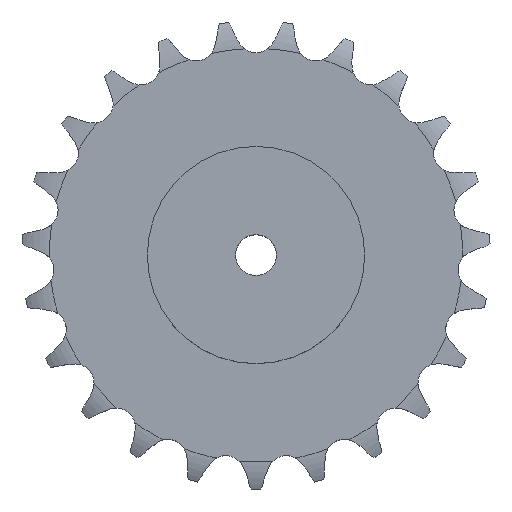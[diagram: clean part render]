
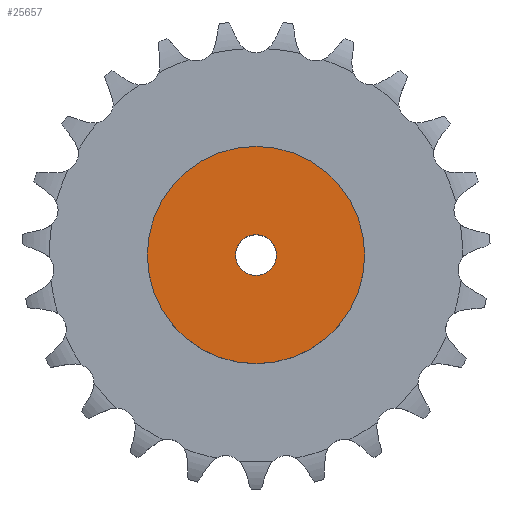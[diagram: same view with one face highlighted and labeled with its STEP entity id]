
A CAD part, top view. The second image highlights one B-rep face of the part: STEP entity #25657.
In plain terms, the highlighted planar face has unit normal (0, 0, 1).
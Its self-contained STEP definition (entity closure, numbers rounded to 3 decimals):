
#3243 = CYLINDRICAL_SURFACE('',#3244,80.);
#3244 = AXIS2_PLACEMENT_3D('',#3245,#3246,#3247);
#3245 = CARTESIAN_POINT('',(0.,0.,0.));
#3246 = DIRECTION('',(-0.,-0.,-1.));
#3247 = DIRECTION('',(1.,0.,0.));
#16396 = VERTEX_POINT('',#16397);
#16397 = CARTESIAN_POINT('',(80.,0.,75.));
#16418 = EDGE_CURVE('',#16396,#16396,#16419,.T.);
#16419 = SURFACE_CURVE('',#16420,(#16425,#16432),.PCURVE_S1.);
#16420 = CIRCLE('',#16421,80.);
#16421 = AXIS2_PLACEMENT_3D('',#16422,#16423,#16424);
#16422 = CARTESIAN_POINT('',(0.,0.,75.));
#16423 = DIRECTION('',(0.,0.,1.));
#16424 = DIRECTION('',(1.,0.,0.));
#16425 = PCURVE('',#3243,#16426);
#16426 = DEFINITIONAL_REPRESENTATION('',(#16427),#16431);
#16427 = LINE('',#16428,#16429);
#16428 = CARTESIAN_POINT('',(-0.,-75.));
#16429 = VECTOR('',#16430,1.);
#16430 = DIRECTION('',(-1.,0.));
#16431 = ( GEOMETRIC_REPRESENTATION_CONTEXT(2) 
PARAMETRIC_REPRESENTATION_CONTEXT() REPRESENTATION_CONTEXT('2D SPACE',''
  ) );
#16432 = PCURVE('',#16433,#16438);
#16433 = PLANE('',#16434);
#16434 = AXIS2_PLACEMENT_3D('',#16435,#16436,#16437);
#16435 = CARTESIAN_POINT('',(0.,0.,75.)
  );
#16436 = DIRECTION('',(0.,0.,1.));
#16437 = DIRECTION('',(1.,0.,0.));
#16438 = DEFINITIONAL_REPRESENTATION('',(#16439),#16443);
#16439 = CIRCLE('',#16440,80.);
#16440 = AXIS2_PLACEMENT_2D('',#16441,#16442);
#16441 = CARTESIAN_POINT('',(0.,0.));
#16442 = DIRECTION('',(1.,0.));
#16443 = ( GEOMETRIC_REPRESENTATION_CONTEXT(2) 
PARAMETRIC_REPRESENTATION_CONTEXT() REPRESENTATION_CONTEXT('2D SPACE',''
  ) );
#21928 = CYLINDRICAL_SURFACE('',#21929,15.);
#21929 = AXIS2_PLACEMENT_3D('',#21930,#21931,#21932);
#21930 = CARTESIAN_POINT('',(0.,0.,530.744));
#21931 = DIRECTION('',(0.,0.,1.));
#21932 = DIRECTION('',(1.,0.,0.));
#25657 = ADVANCED_FACE('',(#25658,#25661),#16433,.T.);
#25658 = FACE_BOUND('',#25659,.T.);
#25659 = EDGE_LOOP('',(#25660));
#25660 = ORIENTED_EDGE('',*,*,#16418,.T.);
#25661 = FACE_BOUND('',#25662,.T.);
#25662 = EDGE_LOOP('',(#25663));
#25663 = ORIENTED_EDGE('',*,*,#25664,.F.);
#25664 = EDGE_CURVE('',#25665,#25665,#25667,.T.);
#25665 = VERTEX_POINT('',#25666);
#25666 = CARTESIAN_POINT('',(15.,0.,75.));
#25667 = SURFACE_CURVE('',#25668,(#25673,#25680),.PCURVE_S1.);
#25668 = CIRCLE('',#25669,15.);
#25669 = AXIS2_PLACEMENT_3D('',#25670,#25671,#25672);
#25670 = CARTESIAN_POINT('',(0.,0.,75.));
#25671 = DIRECTION('',(0.,0.,1.));
#25672 = DIRECTION('',(1.,0.,0.));
#25673 = PCURVE('',#16433,#25674);
#25674 = DEFINITIONAL_REPRESENTATION('',(#25675),#25679);
#25675 = CIRCLE('',#25676,15.);
#25676 = AXIS2_PLACEMENT_2D('',#25677,#25678);
#25677 = CARTESIAN_POINT('',(0.,0.));
#25678 = DIRECTION('',(1.,0.));
#25679 = ( GEOMETRIC_REPRESENTATION_CONTEXT(2) 
PARAMETRIC_REPRESENTATION_CONTEXT() REPRESENTATION_CONTEXT('2D SPACE',''
  ) );
#25680 = PCURVE('',#21928,#25681);
#25681 = DEFINITIONAL_REPRESENTATION('',(#25682),#25686);
#25682 = LINE('',#25683,#25684);
#25683 = CARTESIAN_POINT('',(0.,-455.744));
#25684 = VECTOR('',#25685,1.);
#25685 = DIRECTION('',(1.,0.));
#25686 = ( GEOMETRIC_REPRESENTATION_CONTEXT(2) 
PARAMETRIC_REPRESENTATION_CONTEXT() REPRESENTATION_CONTEXT('2D SPACE',''
  ) );
